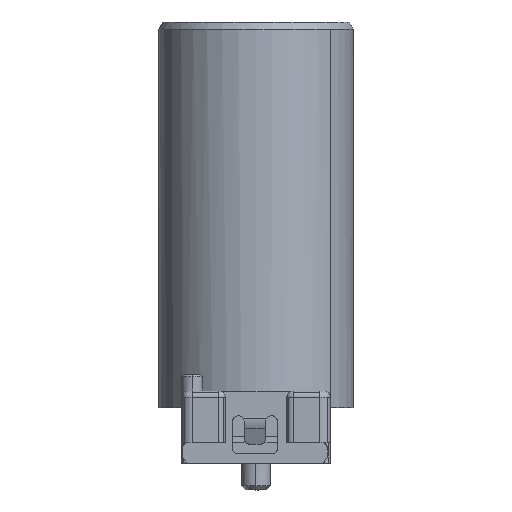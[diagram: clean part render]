
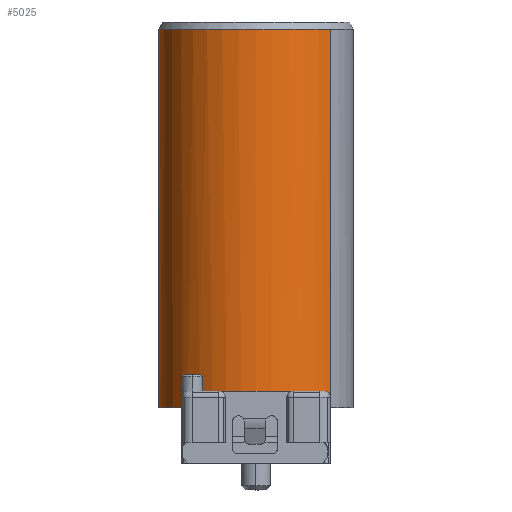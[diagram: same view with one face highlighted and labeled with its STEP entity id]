
A CAD part, left-side view. The second image highlights one B-rep face of the part: STEP entity #5025.
In plain terms, the highlighted cylindrical face has radius 4.725 mm (diameter 9.45 mm), a partial arc.
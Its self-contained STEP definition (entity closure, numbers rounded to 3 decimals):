
#4660=AXIS2_PLACEMENT_3D('Circle Axis2P3D',#4658,#4659,$) ;
#4686=AXIS2_PLACEMENT_3D('Circle Axis2P3D',#4684,#4685,$) ;
#4940=AXIS2_PLACEMENT_3D('Cylinder Axis2P3D',#4937,#4938,#4939) ;
#4951=AXIS2_PLACEMENT_3D('Circle Axis2P3D',#4949,#4950,$) ;
#4982=AXIS2_PLACEMENT_3D('Circle Axis2P3D',#4980,#4981,$) ;
#4989=AXIS2_PLACEMENT_3D('Circle Axis2P3D',#4987,#4988,$) ;
#4655=CARTESIAN_POINT('Vertex',(9.81,8.324,22.354)) ;
#4658=CARTESIAN_POINT('Axis2P3D Location',(6.75,4.724,22.354)) ;
#4662=CARTESIAN_POINT('Vertex',(6.75,9.449,22.354)) ;
#4684=CARTESIAN_POINT('Axis2P3D Location',(6.75,4.724,22.354)) ;
#4688=CARTESIAN_POINT('Vertex',(3.69,1.124,22.354)) ;
#4837=CARTESIAN_POINT('Line Origine',(3.69,1.124,4.8)) ;
#4841=CARTESIAN_POINT('Vertex',(3.69,1.124,4.5)) ;
#4912=CARTESIAN_POINT('Vertex',(9.81,8.324,4.5)) ;
#4915=CARTESIAN_POINT('Line Origine',(9.81,8.324,4.8)) ;
#4937=CARTESIAN_POINT('Axis2P3D Location',(6.75,4.724,4.8)) ;
#4942=CARTESIAN_POINT('Line Origine',(9.81,8.324,4.8)) ;
#4946=CARTESIAN_POINT('Vertex',(9.81,8.324,4.)) ;
#4949=CARTESIAN_POINT('Axis2P3D Location',(6.75,4.724,4.)) ;
#4953=CARTESIAN_POINT('Vertex',(3.69,8.324,4.)) ;
#4956=CARTESIAN_POINT('Line Origine',(3.69,8.324,4.8)) ;
#4960=CARTESIAN_POINT('Vertex',(3.69,8.324,4.5)) ;
#4964=CARTESIAN_POINT('Control Point',(3.69,8.324,4.5)) ;
#4965=CARTESIAN_POINT('Control Point',(3.689,8.324,4.564)) ;
#4966=CARTESIAN_POINT('Control Point',(3.666,8.304,4.629)) ;
#4967=CARTESIAN_POINT('Control Point',(3.63,8.273,4.675)) ;
#4968=CARTESIAN_POINT('Control Point',(3.589,8.236,4.712)) ;
#4969=CARTESIAN_POINT('Vertex',(3.589,8.236,4.712)) ;
#4973=CARTESIAN_POINT('Control Point',(3.589,8.236,4.712)) ;
#4974=CARTESIAN_POINT('Control Point',(3.523,8.176,4.772)) ;
#4975=CARTESIAN_POINT('Control Point',(3.441,8.099,4.801)) ;
#4976=CARTESIAN_POINT('Control Point',(3.368,8.024,4.8)) ;
#4977=CARTESIAN_POINT('Vertex',(3.368,8.024,4.8)) ;
#4980=CARTESIAN_POINT('Axis2P3D Location',(6.75,4.724,4.8)) ;
#4984=CARTESIAN_POINT('Vertex',(2.025,4.724,4.8)) ;
#4987=CARTESIAN_POINT('Axis2P3D Location',(6.75,4.724,4.8)) ;
#4991=CARTESIAN_POINT('Vertex',(3.368,1.424,4.8)) ;
#4995=CARTESIAN_POINT('Control Point',(3.368,1.424,4.8)) ;
#4996=CARTESIAN_POINT('Control Point',(3.423,1.368,4.8)) ;
#4997=CARTESIAN_POINT('Control Point',(3.484,1.308,4.785)) ;
#4998=CARTESIAN_POINT('Control Point',(3.54,1.256,4.757)) ;
#4999=CARTESIAN_POINT('Control Point',(3.589,1.212,4.712)) ;
#5000=CARTESIAN_POINT('Vertex',(3.589,1.212,4.712)) ;
#5004=CARTESIAN_POINT('Control Point',(3.589,1.212,4.712)) ;
#5005=CARTESIAN_POINT('Control Point',(3.63,1.175,4.676)) ;
#5006=CARTESIAN_POINT('Control Point',(3.666,1.144,4.629)) ;
#5007=CARTESIAN_POINT('Control Point',(3.689,1.124,4.564)) ;
#5008=CARTESIAN_POINT('Control Point',(3.69,1.124,4.5)) ;
#4659=DIRECTION('Axis2P3D Direction',(0.,0.,-1.)) ;
#4685=DIRECTION('Axis2P3D Direction',(0.,0.,-1.)) ;
#4838=DIRECTION('Vector Direction',(0.,0.,-1.)) ;
#4916=DIRECTION('Vector Direction',(0.,0.,-1.)) ;
#4938=DIRECTION('Axis2P3D Direction',(0.,0.,-1.)) ;
#4939=DIRECTION('Axis2P3D XDirection',(-0.648,-0.762,0.)) ;
#4943=DIRECTION('Vector Direction',(0.,0.,-1.)) ;
#4950=DIRECTION('Axis2P3D Direction',(0.,0.,-1.)) ;
#4957=DIRECTION('Vector Direction',(0.,0.,-1.)) ;
#4981=DIRECTION('Axis2P3D Direction',(0.,0.,-1.)) ;
#4988=DIRECTION('Axis2P3D Direction',(0.,0.,-1.)) ;
#4839=VECTOR('Line Direction',#4838,1.) ;
#4917=VECTOR('Line Direction',#4916,1.) ;
#4944=VECTOR('Line Direction',#4943,1.) ;
#4958=VECTOR('Line Direction',#4957,1.) ;
#5011=ORIENTED_EDGE('',*,*,#4919,.T.) ;
#5012=ORIENTED_EDGE('',*,*,#4948,.F.) ;
#5013=ORIENTED_EDGE('',*,*,#4955,.T.) ;
#5014=ORIENTED_EDGE('',*,*,#4962,.F.) ;
#5015=ORIENTED_EDGE('',*,*,#4971,.F.) ;
#5016=ORIENTED_EDGE('',*,*,#4979,.F.) ;
#5017=ORIENTED_EDGE('',*,*,#4986,.F.) ;
#5018=ORIENTED_EDGE('',*,*,#4993,.F.) ;
#5019=ORIENTED_EDGE('',*,*,#5002,.F.) ;
#5020=ORIENTED_EDGE('',*,*,#5009,.F.) ;
#5021=ORIENTED_EDGE('',*,*,#4843,.T.) ;
#5022=ORIENTED_EDGE('',*,*,#4690,.T.) ;
#5023=ORIENTED_EDGE('',*,*,#4664,.T.) ;
#5025=ADVANCED_FACE('V1',(#5024),#4941,.T.) ;
#4963=B_SPLINE_CURVE_WITH_KNOTS('',4,(#4964,#4965,#4966,#4967,#4968),.UNSPECIFIED.,.F.,.U.,(5,5),(0.,0.37),.UNSPECIFIED.) ;
#4972=B_SPLINE_CURVE_WITH_KNOTS('',3,(#4973,#4974,#4975,#4976),.UNSPECIFIED.,.F.,.U.,(4,4),(0.37,0.826),.UNSPECIFIED.) ;
#4994=B_SPLINE_CURVE_WITH_KNOTS('',4,(#4995,#4996,#4997,#4998,#4999),.UNSPECIFIED.,.F.,.U.,(5,5),(0.,0.454),.UNSPECIFIED.) ;
#5003=B_SPLINE_CURVE_WITH_KNOTS('',4,(#5004,#5005,#5006,#5007,#5008),.UNSPECIFIED.,.F.,.U.,(5,5),(0.454,0.826),.UNSPECIFIED.) ;
#4661=CIRCLE('generated circle',#4660,4.725) ;
#4687=CIRCLE('generated circle',#4686,4.725) ;
#4952=CIRCLE('generated circle',#4951,4.725) ;
#4983=CIRCLE('generated circle',#4982,4.725) ;
#4990=CIRCLE('generated circle',#4989,4.725) ;
#4941=CYLINDRICAL_SURFACE('generated cylinder',#4940,4.725) ;
#4664=EDGE_CURVE('',#4663,#4656,#4661,.T.) ;
#4690=EDGE_CURVE('',#4689,#4663,#4687,.T.) ;
#4843=EDGE_CURVE('',#4842,#4689,#4840,.F.) ;
#4919=EDGE_CURVE('',#4656,#4913,#4918,.T.) ;
#4948=EDGE_CURVE('',#4947,#4913,#4945,.F.) ;
#4955=EDGE_CURVE('',#4947,#4954,#4952,.F.) ;
#4962=EDGE_CURVE('',#4961,#4954,#4959,.T.) ;
#4971=EDGE_CURVE('',#4970,#4961,#4963,.F.) ;
#4979=EDGE_CURVE('',#4978,#4970,#4972,.F.) ;
#4986=EDGE_CURVE('',#4985,#4978,#4983,.T.) ;
#4993=EDGE_CURVE('',#4992,#4985,#4990,.T.) ;
#5002=EDGE_CURVE('',#5001,#4992,#4994,.F.) ;
#5009=EDGE_CURVE('',#4842,#5001,#5003,.F.) ;
#5010=EDGE_LOOP('',(#5011,#5012,#5013,#5014,#5015,#5016,#5017,#5018,#5019,#5020,#5021,#5022,#5023)) ;
#5024=FACE_OUTER_BOUND('',#5010,.T.) ;
#4840=LINE('Line',#4837,#4839) ;
#4918=LINE('Line',#4915,#4917) ;
#4945=LINE('Line',#4942,#4944) ;
#4959=LINE('Line',#4956,#4958) ;
#4656=VERTEX_POINT('',#4655) ;
#4663=VERTEX_POINT('',#4662) ;
#4689=VERTEX_POINT('',#4688) ;
#4842=VERTEX_POINT('',#4841) ;
#4913=VERTEX_POINT('',#4912) ;
#4947=VERTEX_POINT('',#4946) ;
#4954=VERTEX_POINT('',#4953) ;
#4961=VERTEX_POINT('',#4960) ;
#4970=VERTEX_POINT('',#4969) ;
#4978=VERTEX_POINT('',#4977) ;
#4985=VERTEX_POINT('',#4984) ;
#4992=VERTEX_POINT('',#4991) ;
#5001=VERTEX_POINT('',#5000) ;
